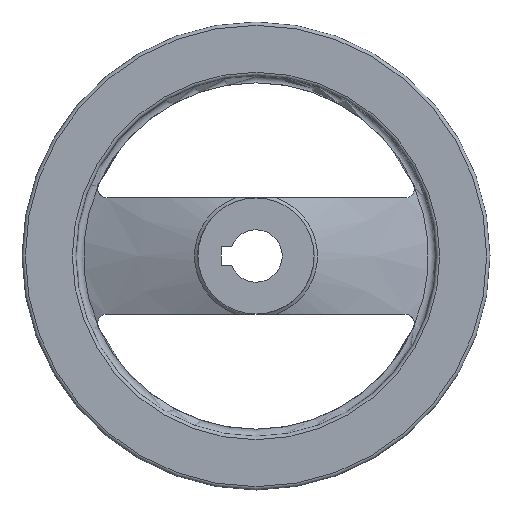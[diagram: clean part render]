
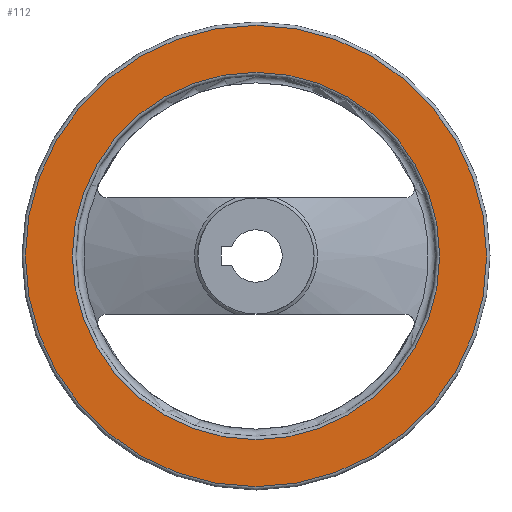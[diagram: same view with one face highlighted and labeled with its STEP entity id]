
A CAD part, left-side view. The second image highlights one B-rep face of the part: STEP entity #112.
In plain terms, the highlighted planar face has unit normal (-1, 0, 0).
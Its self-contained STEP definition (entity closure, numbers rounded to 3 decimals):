
#112 = ADVANCED_FACE( '', ( #232, #233 ), #234, .F. );
#232 = FACE_OUTER_BOUND( '', #349, .T. );
#233 = FACE_BOUND( '', #350, .T. );
#234 = PLANE( '', #351 );
#349 = EDGE_LOOP( '', ( #608 ) );
#350 = EDGE_LOOP( '', ( #609 ) );
#351 = AXIS2_PLACEMENT_3D( '', #610, #611, #612 );
#608 = ORIENTED_EDGE( '', *, *, #716, .F. );
#609 = ORIENTED_EDGE( '', *, *, #693, .T. );
#610 = CARTESIAN_POINT( '', ( 17.1, 49.056, 0. ) );
#611 = DIRECTION( '', ( 1., 0., 0. ) );
#612 = DIRECTION( '', ( 0., 0., -1. ) );
#693 = EDGE_CURVE( '', #833, #833, #834, .T. );
#716 = EDGE_CURVE( '', #866, #866, #867, .T. );
#833 = VERTEX_POINT( '', #1177 );
#834 = CIRCLE( '', #1178, 49.056 );
#866 = VERTEX_POINT( '', #1359 );
#867 = CIRCLE( '', #1360, 61.6 );
#1177 = CARTESIAN_POINT( '', ( 17.1, 0., -49.056 ) );
#1178 = AXIS2_PLACEMENT_3D( '', #1444, #1445, #1446 );
#1359 = CARTESIAN_POINT( '', ( 17.1, 0., -61.6 ) );
#1360 = AXIS2_PLACEMENT_3D( '', #1455, #1456, #1457 );
#1444 = CARTESIAN_POINT( '', ( 17.1, 0., 0. ) );
#1445 = DIRECTION( '', ( 1., 0., 0. ) );
#1446 = DIRECTION( '', ( 0., 0., -1. ) );
#1455 = CARTESIAN_POINT( '', ( 17.1, 0., 0. ) );
#1456 = DIRECTION( '', ( 1., 0., 0. ) );
#1457 = DIRECTION( '', ( 0., 0., -1. ) );
